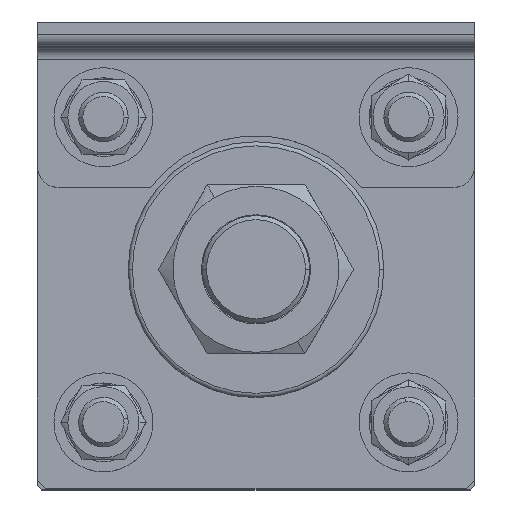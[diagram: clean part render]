
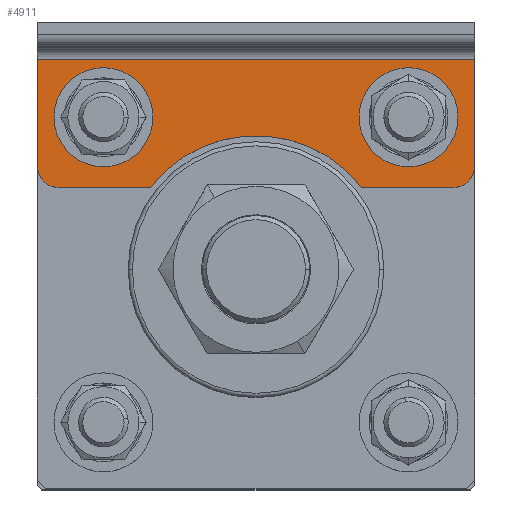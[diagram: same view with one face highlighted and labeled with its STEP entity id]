
A CAD part, top view. The second image highlights one B-rep face of the part: STEP entity #4911.
In plain terms, the highlighted face is planar.
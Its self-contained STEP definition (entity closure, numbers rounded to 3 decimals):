
#1281 = VERTEX_POINT ( 'NONE', #6576 ) ;
#1282 = VERTEX_POINT ( 'NONE', #6577 ) ;
#1283 = VERTEX_POINT ( 'NONE', #6578 ) ;
#1284 = VERTEX_POINT ( 'NONE', #6579 ) ;
#1289 = VERTEX_POINT ( 'NONE', #6584 ) ;
#1293 = VERTEX_POINT ( 'NONE', #6588 ) ;
#1297 = VERTEX_POINT ( 'NONE', #6592 ) ;
#1303 = VERTEX_POINT ( 'NONE', #6598 ) ;
#1306 = VERTEX_POINT ( 'NONE', #6601 ) ;
#1307 = VERTEX_POINT ( 'NONE', #6602 ) ;
#1310 = VERTEX_POINT ( 'NONE', #6605 ) ;
#1311 = VERTEX_POINT ( 'NONE', #6606 ) ;
#2066 = AXIS2_PLACEMENT_3D ( 'NONE', #7219, #7220, #7221 ) ;
#2067 = AXIS2_PLACEMENT_3D ( 'NONE', #3866, #3867, #3868 ) ;
#2232 = AXIS2_PLACEMENT_3D ( 'NONE', #7287, #7288, #7289 ) ;
#2233 = AXIS2_PLACEMENT_3D ( 'NONE', #7273, #7274, #7275 ) ;
#2234 = AXIS2_PLACEMENT_3D ( 'NONE', #7278, #7279, #7280 ) ;
#2239 = AXIS2_PLACEMENT_3D ( 'NONE', #7283, #7284, #7285 ) ;
#2501 = DIRECTION ( 'NONE',  ( 0., 0., -1. ) ) ;
#2507 = CARTESIAN_POINT ( 'NONE',  ( 53., 40., -6. ) ) ;
#2509 = PLANE ( 'NONE',  #5308 ) ;
#2511 = DIRECTION ( 'NONE',  ( 0., 1., 0. ) ) ;
#2786 = FACE_OUTER_BOUND ( 'NONE', #4220, .T. ) ;
#2790 = FACE_BOUND ( 'NONE', #3892, .T. ) ;
#2793 = FACE_BOUND ( 'NONE', #4305, .T. ) ;
#2869 = CARTESIAN_POINT ( 'NONE',  ( -48., 35., -6. ) ) ;
#2871 = DIRECTION ( 'NONE',  ( 0., 0., -1. ) ) ;
#2873 = DIRECTION ( 'NONE',  ( 0., 1., 0. ) ) ;
#3866 = CARTESIAN_POINT ( 'NONE',  ( 37., 23., -6. ) ) ;
#3867 = DIRECTION ( 'NONE',  ( 0., 0., -1. ) ) ;
#3868 = DIRECTION ( 'NONE',  ( 0., 1., 0. ) ) ;
#3892 = EDGE_LOOP ( 'NONE', ( #8525, #8538 ) ) ;
#4220 = EDGE_LOOP ( 'NONE', ( #8526, #8430, #8549, #8546, #8568, #8545, #8517, #8436 ) ) ;
#4305 = EDGE_LOOP ( 'NONE', ( #8523, #8518 ) ) ;
#4431 = CIRCLE ( 'NONE', #2067, 6.5 ) ;
#4465 = CIRCLE ( 'NONE', #2066, 6.5 ) ;
#4532 = VECTOR ( 'NONE', #7235, 1000. ) ;
#4536 = LINE ( 'NONE', #7234, #4532 ) ;
#4725 = VECTOR ( 'NONE', #7277, 1000. ) ;
#4739 = VECTOR ( 'NONE', #7293, 1000. ) ;
#4741 = LINE ( 'NONE', #7276, #4725 ) ;
#4742 = CIRCLE ( 'NONE', #2234, 6.5 ) ;
#4743 = CIRCLE ( 'NONE', #2239, 32.5 ) ;
#4745 = CIRCLE ( 'NONE', #2233, 6.5 ) ;
#4749 = CIRCLE ( 'NONE', #2232, 5. ) ;
#4750 = VECTOR ( 'NONE', #7282, 1000. ) ;
#4751 = LINE ( 'NONE', #7292, #4739 ) ;
#4753 = LINE ( 'NONE', #7281, #4750 ) ;
#4754 = LINE ( 'NONE', #7290, #4755 ) ;
#4755 = VECTOR ( 'NONE', #7291, 1000. ) ;
#4911 = ADVANCED_FACE ( 'NONE', ( #2790, #2793, #2786 ), #2509, .T. ) ;
#5228 = AXIS2_PLACEMENT_3D ( 'NONE', #2869, #2871, #2873 ) ;
#5308 = AXIS2_PLACEMENT_3D ( 'NONE', #2507, #2501, #2511 ) ;
#5776 = CIRCLE ( 'NONE', #5228, 5. ) ;
#6049 = EDGE_CURVE ( 'NONE', #1284, #1297, #5776, .T. ) ;
#6576 = CARTESIAN_POINT ( 'NONE',  ( -53., 9., -6. ) ) ;
#6577 = CARTESIAN_POINT ( 'NONE',  ( 53., 9., -6. ) ) ;
#6578 = CARTESIAN_POINT ( 'NONE',  ( 53., 35., -6. ) ) ;
#6579 = CARTESIAN_POINT ( 'NONE',  ( -53., 35., -6. ) ) ;
#6584 = CARTESIAN_POINT ( 'NONE',  ( 48., 40., -6. ) ) ;
#6588 = CARTESIAN_POINT ( 'NONE',  ( 25.617, 40., -6. ) ) ;
#6592 = CARTESIAN_POINT ( 'NONE',  ( -48., 40., -6. ) ) ;
#6598 = CARTESIAN_POINT ( 'NONE',  ( -25.617, 40., -6. ) ) ;
#6601 = CARTESIAN_POINT ( 'NONE',  ( -43.5, 23., -6. ) ) ;
#6602 = CARTESIAN_POINT ( 'NONE',  ( -30.5, 23., -6. ) ) ;
#6605 = CARTESIAN_POINT ( 'NONE',  ( 30.5, 23., -6. ) ) ;
#6606 = CARTESIAN_POINT ( 'NONE',  ( 43.5, 23., -6. ) ) ;
#7219 = CARTESIAN_POINT ( 'NONE',  ( -37., 23., -6. ) ) ;
#7220 = DIRECTION ( 'NONE',  ( 0., 0., -1. ) ) ;
#7221 = DIRECTION ( 'NONE',  ( 0., 1., 0. ) ) ;
#7234 = CARTESIAN_POINT ( 'NONE',  ( 53., 40., -6. ) ) ;
#7235 = DIRECTION ( 'NONE',  ( -1., 0., 0. ) ) ;
#7273 = CARTESIAN_POINT ( 'NONE',  ( 37., 23., -6. ) ) ;
#7274 = DIRECTION ( 'NONE',  ( 0., 0., -1. ) ) ;
#7275 = DIRECTION ( 'NONE',  ( 0., 1., 0. ) ) ;
#7276 = CARTESIAN_POINT ( 'NONE',  ( 53., 40., -6. ) ) ;
#7277 = DIRECTION ( 'NONE',  ( -1., 0., 0. ) ) ;
#7278 = CARTESIAN_POINT ( 'NONE',  ( -37., 23., -6. ) ) ;
#7279 = DIRECTION ( 'NONE',  ( 0., 0., -1. ) ) ;
#7280 = DIRECTION ( 'NONE',  ( 0., 1., 0. ) ) ;
#7281 = CARTESIAN_POINT ( 'NONE',  ( 53., 40., -6. ) ) ;
#7282 = DIRECTION ( 'NONE',  ( 0., -1., 0. ) ) ;
#7283 = CARTESIAN_POINT ( 'NONE',  ( 0., 60., -6. ) ) ;
#7284 = DIRECTION ( 'NONE',  ( 0., 0., -1. ) ) ;
#7285 = DIRECTION ( 'NONE',  ( 0., 1., 0. ) ) ;
#7287 = CARTESIAN_POINT ( 'NONE',  ( 48., 35., -6. ) ) ;
#7288 = DIRECTION ( 'NONE',  ( 0., 0., -1. ) ) ;
#7289 = DIRECTION ( 'NONE',  ( 0., 1., 0. ) ) ;
#7290 = CARTESIAN_POINT ( 'NONE',  ( -53., 9., -6. ) ) ;
#7291 = DIRECTION ( 'NONE',  ( -1., 0., 0. ) ) ;
#7292 = CARTESIAN_POINT ( 'NONE',  ( -53., 40., -6. ) ) ;
#7293 = DIRECTION ( 'NONE',  ( 0., -1., 0. ) ) ;
#8172 = EDGE_CURVE ( 'NONE', #1311, #1310, #4431, .T. ) ;
#8176 = EDGE_CURVE ( 'NONE', #1307, #1306, #4465, .T. ) ;
#8182 = EDGE_CURVE ( 'NONE', #1303, #1297, #4536, .T. ) ;
#8200 = EDGE_CURVE ( 'NONE', #1310, #1311, #4745, .T. ) ;
#8201 = EDGE_CURVE ( 'NONE', #1306, #1307, #4742, .T. ) ;
#8202 = EDGE_CURVE ( 'NONE', #1293, #1303, #4743, .T. ) ;
#8203 = EDGE_CURVE ( 'NONE', #1289, #1293, #4741, .T. ) ;
#8204 = EDGE_CURVE ( 'NONE', #1289, #1283, #4749, .T. ) ;
#8205 = EDGE_CURVE ( 'NONE', #1283, #1282, #4753, .T. ) ;
#8206 = EDGE_CURVE ( 'NONE', #1282, #1281, #4754, .T. ) ;
#8207 = EDGE_CURVE ( 'NONE', #1284, #1281, #4751, .T. ) ;
#8430 = ORIENTED_EDGE ( 'NONE', *, *, #8203, .F. ) ;
#8436 = ORIENTED_EDGE ( 'NONE', *, *, #8182, .F. ) ;
#8517 = ORIENTED_EDGE ( 'NONE', *, *, #6049, .T. ) ;
#8518 = ORIENTED_EDGE ( 'NONE', *, *, #8201, .F. ) ;
#8523 = ORIENTED_EDGE ( 'NONE', *, *, #8176, .F. ) ;
#8525 = ORIENTED_EDGE ( 'NONE', *, *, #8172, .F. ) ;
#8526 = ORIENTED_EDGE ( 'NONE', *, *, #8202, .F. ) ;
#8538 = ORIENTED_EDGE ( 'NONE', *, *, #8200, .F. ) ;
#8545 = ORIENTED_EDGE ( 'NONE', *, *, #8207, .F. ) ;
#8546 = ORIENTED_EDGE ( 'NONE', *, *, #8205, .T. ) ;
#8549 = ORIENTED_EDGE ( 'NONE', *, *, #8204, .T. ) ;
#8568 = ORIENTED_EDGE ( 'NONE', *, *, #8206, .T. ) ;
